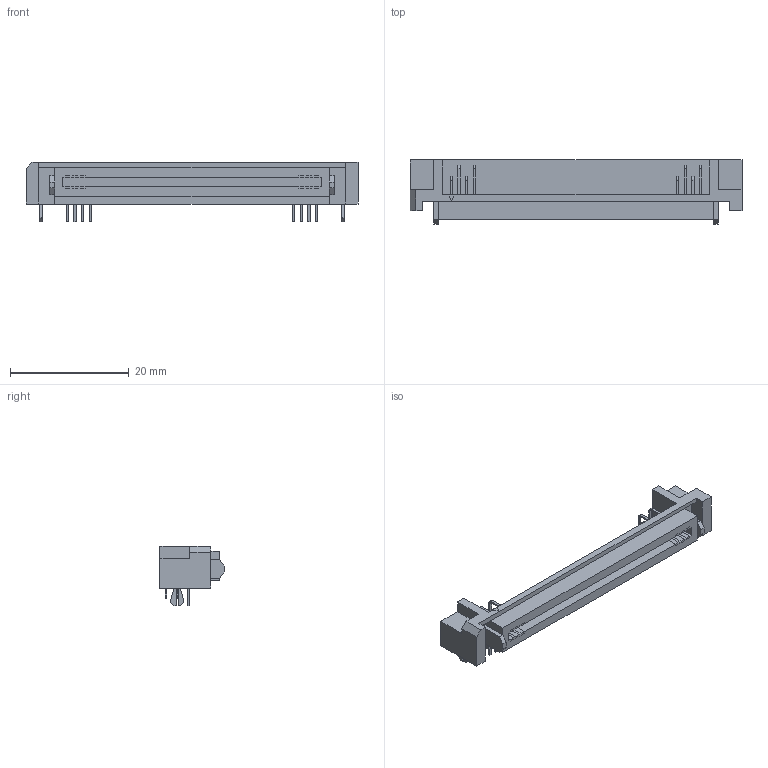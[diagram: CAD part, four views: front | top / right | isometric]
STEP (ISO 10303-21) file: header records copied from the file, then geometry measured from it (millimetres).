
FILE_DESCRIPTION(/* description */ (''),/* implementation_level */ '2;1');
FILE_NAME(/* name */ 'KEL_8901-068-177L-0046.stp',/* time_stamp */ '2017-05-12T11:55:50+02:00',/* author */ ('bcivel'),/* organization */ (''),/* preprocessor_version */ 'ST-DEVELOPER v16.1',/* originating_system */ 'AutoCAD Mechanical',/* authorisation */ '');
FILE_SCHEMA (('AUTOMOTIVE_DESIGN { 1 0 10303 214 3 1 1 }'));
Length unit declared in the file: millimetre
Products named in the file (1): Product
Bounding box: 55.91 x 10.8 x 10.05 mm (x, y, z)
Volume: 1447.8 mm3; surface area: 2790.7 mm2
Topology: 35 solids, 35 shells, 375 faces, 902 edges, 598 vertices
Faces by surface type: plane 343, cylinder 32
Entity records: 10739 total; most frequent: CARTESIAN_POINT 1876, ORIENTED_EDGE 1804, DIRECTION 1718, EDGE_CURVE 902, LINE 838, VECTOR 838, VERTEX_POINT 598, AXIS2_PLACEMENT_3D 440
